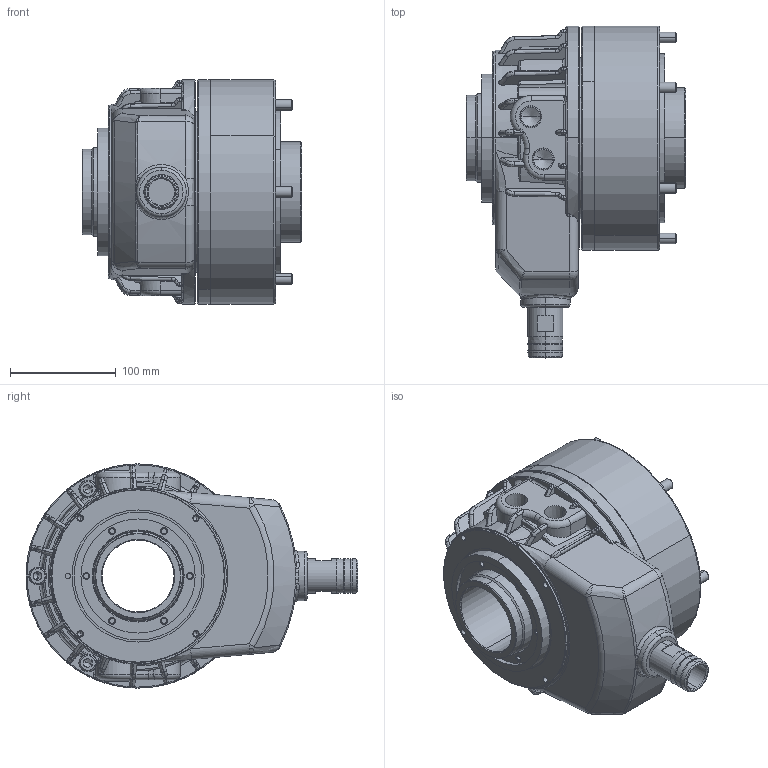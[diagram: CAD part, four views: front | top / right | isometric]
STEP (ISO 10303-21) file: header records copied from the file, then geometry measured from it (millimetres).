
FILE_DESCRIPTION (( 'STEP AP203' ), '1' );
FILE_NAME ('CF-TK-A1068.STEP', '2022-01-19T08:27:31', ( '' ), ( '' ), 'SwSTEP 2.0', 'SolidWorks 2016', '' );
FILE_SCHEMA (( 'CONFIG_CONTROL_DESIGN' ));
Length unit declared in the file: millimetre
Products named in the file (9): 圓頭內六角螺栓_M10x80; CF-TK-1075-07010; CT-S08-08000; CF-TK-A1068; CF-TK-A1075閥軸; CF-TK-A1075缸體; CF-TK-1075罩殼; CF-TK-A1068活塞; O-RING_G70
Assembly tree (13 placements, depth 2):
  CF-TK-A1068
    CF-TK-A1075閥軸
    CF-TK-A1075缸體
    CF-TK-1075罩殼
    CF-TK-A1068活塞
    O-RING_G70
    圓頭內六角螺栓_M10x80  x6
    CF-TK-1075-07010
    CT-S08-08000
Bounding box: 208 x 314 x 212 mm (x, y, z)
Volume: 5093111.8 mm3; surface area: 634756.2 mm2
Topology: 13 solids, 14 shells, 1051 faces, 2562 edges, 1554 vertices
Faces by surface type: cylinder 316, plane 245, bspline 197, cone 191, torus 102
Entity records: 36928 total; most frequent: CARTESIAN_POINT 15899, ORIENTED_EDGE 4460, DIRECTION 3772, EDGE_CURVE 2230, AXIS2_PLACEMENT_3D 1609, VERTEX_POINT 1389, EDGE_LOOP 1075, FACE_OUTER_BOUND 926
